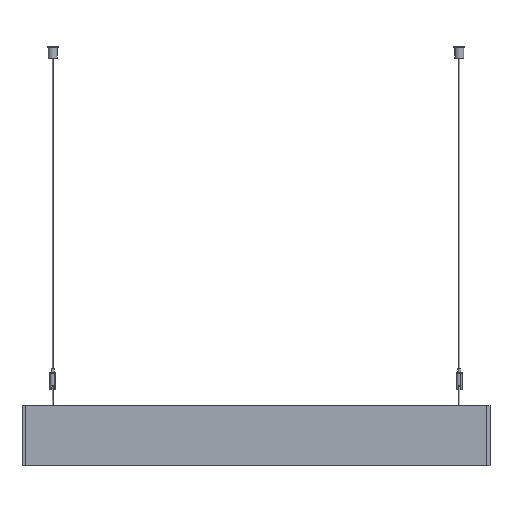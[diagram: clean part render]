
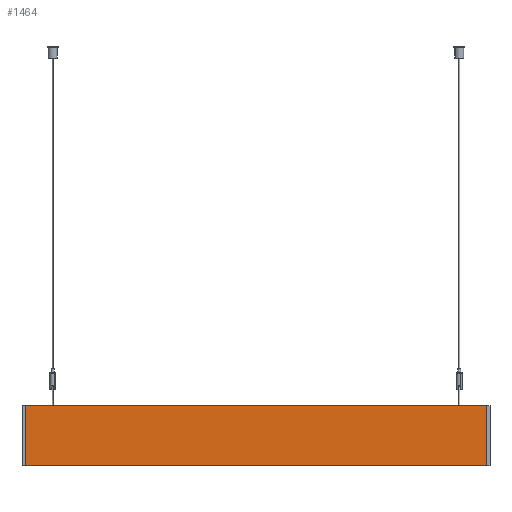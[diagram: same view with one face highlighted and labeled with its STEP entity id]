
A CAD part, front view. The second image highlights one B-rep face of the part: STEP entity #1464.
In plain terms, the highlighted planar face has unit normal (0, -1, 0).
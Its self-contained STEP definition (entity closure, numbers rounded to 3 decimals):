
#1464=ADVANCED_FACE('',(#1711),#1601,.F.);
#1601=PLANE('',#4271);
#1711=FACE_OUTER_BOUND('',#1875,.T.);
#1875=EDGE_LOOP('',(#2339,#2340,#2341,#2342,#2343,#2344));
#2339=ORIENTED_EDGE('',*,*,#3399,.T.);
#2340=ORIENTED_EDGE('',*,*,#3400,.T.);
#2341=ORIENTED_EDGE('',*,*,#3205,.F.);
#2342=ORIENTED_EDGE('',*,*,#3401,.F.);
#2343=ORIENTED_EDGE('',*,*,#3402,.F.);
#2344=ORIENTED_EDGE('',*,*,#3403,.T.);
#2905=VERTEX_POINT('',#5401);
#2908=VERTEX_POINT('',#5406);
#3052=VERTEX_POINT('',#6008);
#3053=VERTEX_POINT('',#6009);
#3054=VERTEX_POINT('',#6012);
#3055=VERTEX_POINT('',#6014);
#3205=EDGE_CURVE('',#2908,#2905,#3657,.T.);
#3399=EDGE_CURVE('',#3052,#3053,#3759,.T.);
#3400=EDGE_CURVE('',#3053,#2905,#3760,.T.);
#3401=EDGE_CURVE('',#3054,#2908,#3761,.T.);
#3402=EDGE_CURVE('',#3055,#3054,#3762,.T.);
#3403=EDGE_CURVE('',#3055,#3052,#3763,.T.);
#3657=LINE('',#5407,#3901);
#3759=LINE('',#6007,#4003);
#3760=LINE('',#6010,#4004);
#3761=LINE('',#6011,#4005);
#3762=LINE('',#6013,#4006);
#3763=LINE('',#6015,#4007);
#3901=VECTOR('',#4485,1.);
#4003=VECTOR('',#4849,1.);
#4004=VECTOR('',#4850,1.);
#4005=VECTOR('',#4851,1.);
#4006=VECTOR('',#4852,1.);
#4007=VECTOR('',#4853,1.);
#4271=AXIS2_PLACEMENT_3D('',#6016,#4854,#4855);
#4485=DIRECTION('',(-1.,0.,0.));
#4849=DIRECTION('',(0.,0.,-1.));
#4850=DIRECTION('',(0.,0.,-1.));
#4851=DIRECTION('',(0.,0.,-1.));
#4852=DIRECTION('',(0.,0.,-1.));
#4853=DIRECTION('',(-1.,0.,0.));
#4854=DIRECTION('',(0.,1.,0.));
#4855=DIRECTION('',(0.,0.,1.));
#5401=CARTESIAN_POINT('',(-421.,-30.,-109.966));
#5406=CARTESIAN_POINT('',(421.,-30.,-109.966));
#5407=CARTESIAN_POINT('',(421.,-30.,-109.966));
#6007=CARTESIAN_POINT('',(-421.,-30.,-0.266));
#6008=CARTESIAN_POINT('',(-421.,-30.,0.034));
#6009=CARTESIAN_POINT('',(-421.,-30.,0.));
#6010=CARTESIAN_POINT('',(-421.,-30.,-0.266));
#6011=CARTESIAN_POINT('',(421.,-30.,-0.266));
#6012=CARTESIAN_POINT('',(421.,-30.,0.));
#6013=CARTESIAN_POINT('',(421.,-30.,-0.266));
#6014=CARTESIAN_POINT('',(421.,-30.,0.034));
#6015=CARTESIAN_POINT('',(421.,-30.,0.034));
#6016=CARTESIAN_POINT('',(421.,-30.,-0.266));
